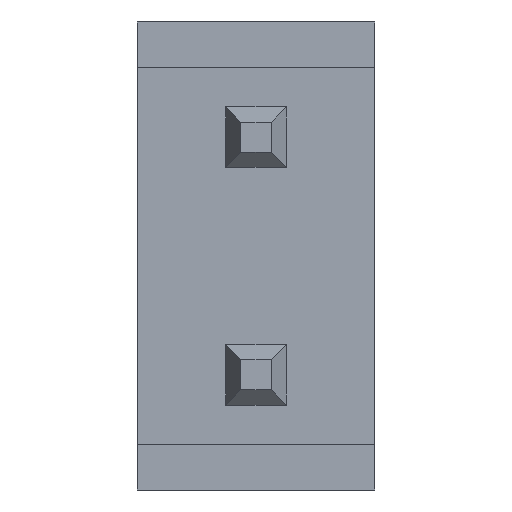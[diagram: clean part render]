
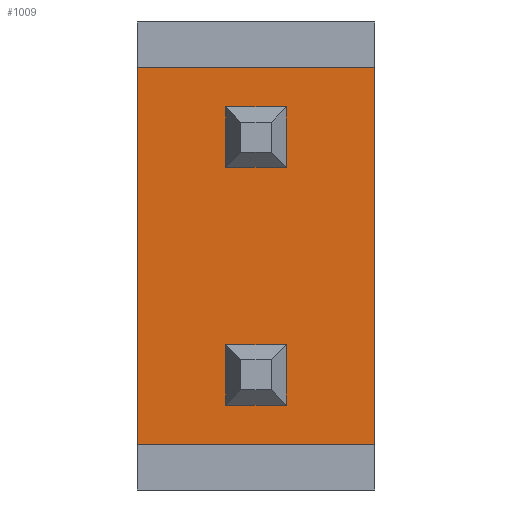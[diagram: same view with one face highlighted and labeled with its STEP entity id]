
A CAD part, front view. The second image highlights one B-rep face of the part: STEP entity #1009.
In plain terms, the highlighted planar face has unit normal (0, -1, 0).
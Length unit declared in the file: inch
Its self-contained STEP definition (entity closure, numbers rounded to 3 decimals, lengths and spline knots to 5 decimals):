
#106=ORIENTED_EDGE('',*,*,#329,.T.);
#107=ORIENTED_EDGE('',*,*,#349,.T.);
#108=ORIENTED_EDGE('',*,*,#336,.T.);
#109=ORIENTED_EDGE('',*,*,#333,.T.);
#110=ORIENTED_EDGE('',*,*,#339,.T.);
#111=ORIENTED_EDGE('',*,*,#351,.T.);
#112=ORIENTED_EDGE('',*,*,#346,.T.);
#113=ORIENTED_EDGE('',*,*,#343,.T.);
#114=ORIENTED_EDGE('',*,*,#324,.T.);
#115=ORIENTED_EDGE('',*,*,#356,.F.);
#116=ORIENTED_EDGE('',*,*,#314,.F.);
#117=ORIENTED_EDGE('',*,*,#357,.T.);
#314=EDGE_CURVE('',#454,#455,#542,.T.);
#324=EDGE_CURVE('',#462,#461,#552,.T.);
#329=EDGE_CURVE('',#466,#467,#557,.T.);
#333=EDGE_CURVE('',#470,#466,#561,.T.);
#336=EDGE_CURVE('',#472,#470,#564,.T.);
#339=EDGE_CURVE('',#474,#475,#567,.T.);
#343=EDGE_CURVE('',#478,#474,#571,.T.);
#346=EDGE_CURVE('',#480,#478,#574,.T.);
#349=EDGE_CURVE('',#467,#472,#577,.T.);
#351=EDGE_CURVE('',#475,#480,#579,.T.);
#356=EDGE_CURVE('',#455,#461,#584,.T.);
#357=EDGE_CURVE('',#454,#462,#585,.T.);
#454=VERTEX_POINT('',#1405);
#455=VERTEX_POINT('',#1406);
#461=VERTEX_POINT('',#1423);
#462=VERTEX_POINT('',#1425);
#466=VERTEX_POINT('',#1435);
#467=VERTEX_POINT('',#1436);
#470=VERTEX_POINT('',#1444);
#472=VERTEX_POINT('',#1450);
#474=VERTEX_POINT('',#1456);
#475=VERTEX_POINT('',#1457);
#478=VERTEX_POINT('',#1465);
#480=VERTEX_POINT('',#1471);
#542=LINE('',#1404,#682);
#552=LINE('',#1424,#692);
#557=LINE('',#1434,#697);
#561=LINE('',#1443,#701);
#564=LINE('',#1449,#704);
#567=LINE('',#1455,#707);
#571=LINE('',#1464,#711);
#574=LINE('',#1470,#714);
#577=LINE('',#1476,#717);
#579=LINE('',#1479,#719);
#584=LINE('',#1488,#724);
#585=LINE('',#1489,#725);
#682=VECTOR('',#1145,39.37008);
#692=VECTOR('',#1159,39.37008);
#697=VECTOR('',#1166,39.37008);
#701=VECTOR('',#1172,39.37008);
#704=VECTOR('',#1177,39.37008);
#707=VECTOR('',#1182,39.37008);
#711=VECTOR('',#1188,39.37008);
#714=VECTOR('',#1193,39.37008);
#717=VECTOR('',#1198,39.37008);
#719=VECTOR('',#1202,39.37008);
#724=VECTOR('',#1215,39.37008);
#725=VECTOR('',#1216,39.37008);
#835=EDGE_LOOP('',(#106,#107,#108,#109));
#836=EDGE_LOOP('',(#110,#111,#112,#113));
#837=EDGE_LOOP('',(#114,#115,#116,#117));
#895=FACE_BOUND('',#835,.T.);
#896=FACE_BOUND('',#836,.T.);
#897=FACE_BOUND('',#837,.T.);
#953=PLANE('',#1092);
#1009=ADVANCED_FACE('',(#895,#896,#897),#953,.F.);
#1092=AXIS2_PLACEMENT_3D('',#1487,#1213,#1214);
#1145=DIRECTION('',(0.,0.,1.));
#1159=DIRECTION('',(0.,0.,1.));
#1166=DIRECTION('',(0.,0.,1.));
#1172=DIRECTION('',(-1.,0.,0.));
#1177=DIRECTION('',(0.,0.,-1.));
#1182=DIRECTION('',(0.,0.,1.));
#1188=DIRECTION('',(-1.,0.,0.));
#1193=DIRECTION('',(0.,0.,-1.));
#1198=DIRECTION('',(1.,0.,0.));
#1202=DIRECTION('',(1.,0.,0.));
#1213=DIRECTION('',(0.,1.,0.));
#1214=DIRECTION('',(0.,0.,1.));
#1215=DIRECTION('',(1.,0.,0.));
#1216=DIRECTION('',(1.,0.,0.));
#1404=CARTESIAN_POINT('',(-0.03937,0.01,-0.0625));
#1405=CARTESIAN_POINT('',(-0.03937,0.01,-0.0625));
#1406=CARTESIAN_POINT('',(-0.03937,0.01,0.0625));
#1423=CARTESIAN_POINT('',(0.03937,0.01,0.0625));
#1424=CARTESIAN_POINT('',(0.03937,0.01,-0.0625));
#1425=CARTESIAN_POINT('',(0.03937,0.01,-0.0625));
#1434=CARTESIAN_POINT('',(-0.01,0.01,-0.04937));
#1435=CARTESIAN_POINT('',(-0.01,0.01,-0.04937));
#1436=CARTESIAN_POINT('',(-0.01,0.01,-0.02937));
#1443=CARTESIAN_POINT('',(0.01,0.01,-0.04937));
#1444=CARTESIAN_POINT('',(0.01,0.01,-0.04937));
#1449=CARTESIAN_POINT('',(0.01,0.01,-0.02937));
#1450=CARTESIAN_POINT('',(0.01,0.01,-0.02937));
#1455=CARTESIAN_POINT('',(-0.01,0.01,0.02937));
#1456=CARTESIAN_POINT('',(-0.01,0.01,0.02937));
#1457=CARTESIAN_POINT('',(-0.01,0.01,0.04937));
#1464=CARTESIAN_POINT('',(0.01,0.01,0.02937));
#1465=CARTESIAN_POINT('',(0.01,0.01,0.02937));
#1470=CARTESIAN_POINT('',(0.01,0.01,0.04937));
#1471=CARTESIAN_POINT('',(0.01,0.01,0.04937));
#1476=CARTESIAN_POINT('',(-0.01,0.01,-0.02937));
#1479=CARTESIAN_POINT('',(-0.01,0.01,0.04937));
#1487=CARTESIAN_POINT('',(-0.03937,0.01,-0.0625));
#1488=CARTESIAN_POINT('',(-0.03937,0.01,0.0625));
#1489=CARTESIAN_POINT('',(-0.03937,0.01,-0.0625));
